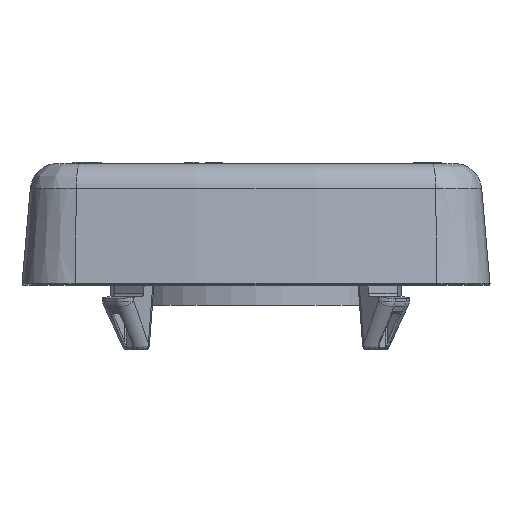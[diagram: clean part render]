
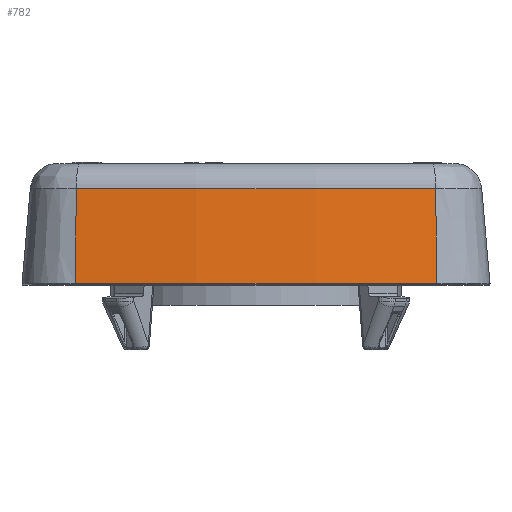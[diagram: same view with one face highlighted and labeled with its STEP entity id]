
A CAD part, left-side view. The second image highlights one B-rep face of the part: STEP entity #782.
In plain terms, the highlighted conical face has half-angle 5 degrees and reference radius 182.518 mm.
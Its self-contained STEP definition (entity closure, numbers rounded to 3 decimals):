
#414=CONICAL_SURFACE('',#23911,182.518,5.);
#782=ADVANCED_FACE('',(#2963),#414,.T.);
#2963=FACE_OUTER_BOUND('',#4281,.T.);
#4281=EDGE_LOOP('',(#10925,#10926,#10927,#10928));
#5758=LINE('',#32711,#8272);
#5759=LINE('',#32715,#8273);
#8272=VECTOR('',#26112,1.);
#8273=VECTOR('',#26117,1.);
#10925=ORIENTED_EDGE('',*,*,#19824,.F.);
#10926=ORIENTED_EDGE('',*,*,#19823,.T.);
#10927=ORIENTED_EDGE('',*,*,#19806,.F.);
#10928=ORIENTED_EDGE('',*,*,#19825,.F.);
#17625=VERTEX_POINT('',#32672);
#17627=VERTEX_POINT('',#32678);
#17635=VERTEX_POINT('',#32710);
#17636=VERTEX_POINT('',#32714);
#19806=EDGE_CURVE('',#17627,#17625,#23128,.T.);
#19823=EDGE_CURVE('',#17635,#17625,#5758,.T.);
#19824=EDGE_CURVE('',#17635,#17636,#23140,.T.);
#19825=EDGE_CURVE('',#17636,#17627,#5759,.T.);
#23128=CIRCLE('',#23889,183.033);
#23140=CIRCLE('',#23910,182.003);
#23889=AXIS2_PLACEMENT_3D('',#32677,#26067,#26068);
#23910=AXIS2_PLACEMENT_3D('',#32713,#26115,#26116);
#23911=AXIS2_PLACEMENT_3D('',#32716,#26118,#26119);
#26067=DIRECTION('',(0.,0.,-1.));
#26068=DIRECTION('',(-0.992,-0.123,0.));
#26112=DIRECTION('',(-0.086,0.011,-0.996));
#26115=DIRECTION('',(0.,0.,1.));
#26116=DIRECTION('',(-0.992,0.123,0.));
#26117=DIRECTION('',(-0.086,-0.011,-0.996));
#26118=DIRECTION('',(0.,0.,-1.));
#26119=DIRECTION('',(-1.,0.,0.));
#32672=CARTESIAN_POINT('',(-73.405,22.423,-0.383));
#32677=CARTESIAN_POINT('',(108.25,0.,-0.383));
#32678=CARTESIAN_POINT('',(-73.405,-22.423,-0.383));
#32710=CARTESIAN_POINT('',(-72.382,22.297,11.396));
#32711=CARTESIAN_POINT('',(-72.382,22.297,11.396));
#32713=CARTESIAN_POINT('',(108.25,0.,11.396));
#32714=CARTESIAN_POINT('',(-72.382,-22.297,11.396));
#32715=CARTESIAN_POINT('',(-72.382,-22.297,11.396));
#32716=CARTESIAN_POINT('',(108.25,0.,5.507));
